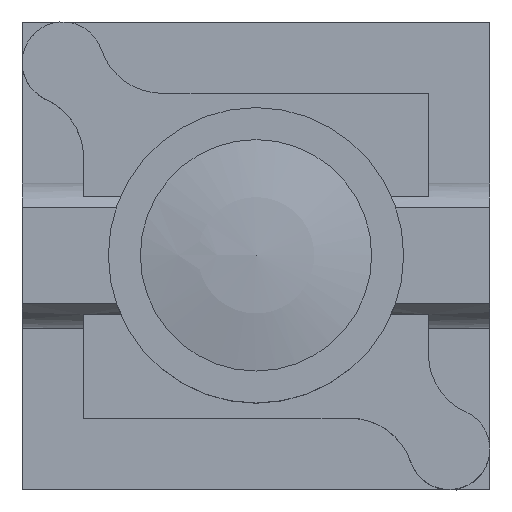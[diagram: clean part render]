
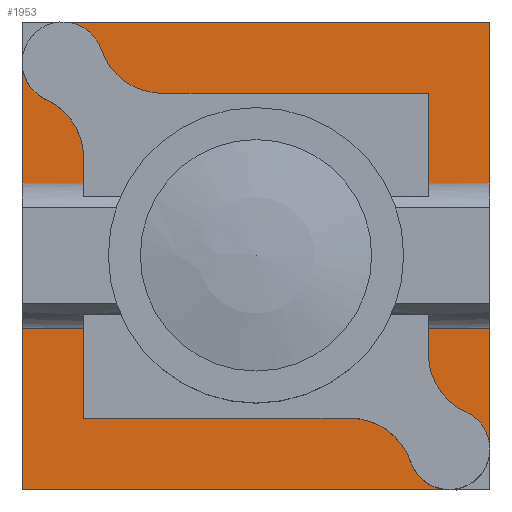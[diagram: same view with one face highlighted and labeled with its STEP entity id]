
A CAD part, top view. The second image highlights one B-rep face of the part: STEP entity #1953.
In plain terms, the highlighted planar face has unit normal (0, 0, 1).
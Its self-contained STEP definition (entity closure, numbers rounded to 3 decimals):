
#309=LINE('',#5408,#454);
#310=LINE('',#5409,#455);
#311=LINE('',#5411,#456);
#312=LINE('',#5412,#457);
#454=VECTOR('',#2662,10.);
#455=VECTOR('',#2663,10.);
#456=VECTOR('',#2664,10.);
#457=VECTOR('',#2665,10.);
#534=PLANE('',#2228);
#647=FACE_OUTER_BOUND('',#764,.T.);
#764=EDGE_LOOP('',(#1713,#1714,#1715,#1716,#1717,#1718,#1719));
#843=CIRCLE('',#2210,1.65);
#845=CIRCLE('',#2212,1.65);
#851=CIRCLE('',#2220,1.65);
#997=VERTEX_POINT('',#5363);
#998=VERTEX_POINT('',#5365);
#999=VERTEX_POINT('',#5367);
#1007=VERTEX_POINT('',#5387);
#1008=VERTEX_POINT('',#5389);
#1012=VERTEX_POINT('',#5407);
#1013=VERTEX_POINT('',#5410);
#1242=EDGE_CURVE('',#998,#997,#843,.T.);
#1244=EDGE_CURVE('',#997,#999,#845,.T.);
#1254=EDGE_CURVE('',#1007,#1008,#851,.T.);
#1264=EDGE_CURVE('',#999,#1012,#309,.T.);
#1265=EDGE_CURVE('',#1012,#1008,#310,.T.);
#1266=EDGE_CURVE('',#1007,#1013,#311,.T.);
#1267=EDGE_CURVE('',#1013,#998,#312,.T.);
#1713=ORIENTED_EDGE('',*,*,#1242,.T.);
#1714=ORIENTED_EDGE('',*,*,#1244,.T.);
#1715=ORIENTED_EDGE('',*,*,#1264,.T.);
#1716=ORIENTED_EDGE('',*,*,#1265,.T.);
#1717=ORIENTED_EDGE('',*,*,#1254,.F.);
#1718=ORIENTED_EDGE('',*,*,#1266,.T.);
#1719=ORIENTED_EDGE('',*,*,#1267,.T.);
#1953=ADVANCED_FACE('',(#647),#534,.T.);
#2210=AXIS2_PLACEMENT_3D('',#5366,#2615,#2616);
#2212=AXIS2_PLACEMENT_3D('',#5369,#2619,#2620);
#2220=AXIS2_PLACEMENT_3D('',#5390,#2639,#2640);
#2228=AXIS2_PLACEMENT_3D('',#5406,#2660,#2661);
#2615=DIRECTION('center_axis',(0.,0.,-1.));
#2616=DIRECTION('ref_axis',(1.,0.,0.));
#2619=DIRECTION('center_axis',(0.,0.,-1.));
#2620=DIRECTION('ref_axis',(1.,0.,0.));
#2639=DIRECTION('center_axis',(0.,0.,1.));
#2640=DIRECTION('ref_axis',(1.,0.,0.));
#2660=DIRECTION('center_axis',(0.,0.,1.));
#2661=DIRECTION('ref_axis',(1.,0.,0.));
#2662=DIRECTION('',(0.,1.,0.));
#2663=DIRECTION('',(-1.,0.,0.));
#2664=DIRECTION('',(0.,-1.,0.));
#2665=DIRECTION('',(1.,0.,0.));
#5363=CARTESIAN_POINT('',(6.2,-7.85,0.));
#5365=CARTESIAN_POINT('',(7.85,-9.5,0.));
#5366=CARTESIAN_POINT('Origin',(7.85,-7.85,0.));
#5367=CARTESIAN_POINT('',(9.5,-7.85,0.));
#5369=CARTESIAN_POINT('Origin',(7.85,-7.85,0.));
#5387=CARTESIAN_POINT('',(-9.5,7.85,0.));
#5389=CARTESIAN_POINT('',(-7.85,9.5,0.));
#5390=CARTESIAN_POINT('Origin',(-7.85,7.85,0.));
#5406=CARTESIAN_POINT('Origin',(0.,0.,0.));
#5407=CARTESIAN_POINT('',(9.5,9.5,0.));
#5408=CARTESIAN_POINT('',(9.5,-9.5,0.));
#5409=CARTESIAN_POINT('',(9.5,9.5,0.));
#5410=CARTESIAN_POINT('',(-9.5,-9.5,0.));
#5411=CARTESIAN_POINT('',(-9.5,9.5,0.));
#5412=CARTESIAN_POINT('',(-9.5,-9.5,0.));
